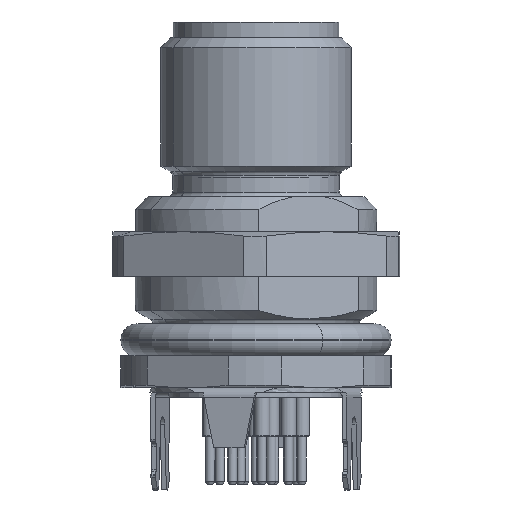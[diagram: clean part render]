
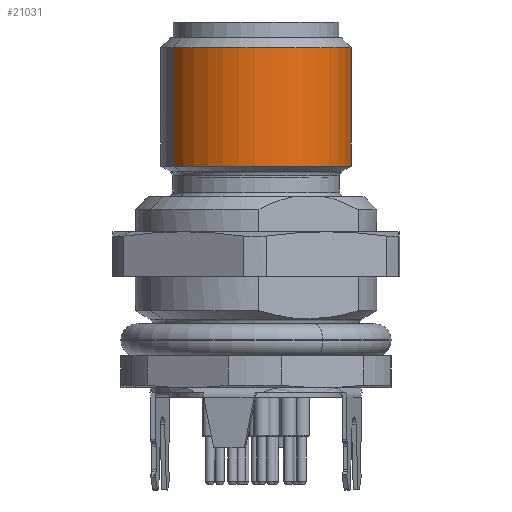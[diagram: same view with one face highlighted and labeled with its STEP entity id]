
A CAD part, left-side view. The second image highlights one B-rep face of the part: STEP entity #21031.
In plain terms, the highlighted cylindrical face has radius 6 mm (diameter 12 mm), a partial arc.
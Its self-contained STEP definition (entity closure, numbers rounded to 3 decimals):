
#20974=AXIS2_PLACEMENT_3D('Circle Axis2P3D',#20972,#20973,$) ;
#21004=AXIS2_PLACEMENT_3D('Cylinder Axis2P3D',#21001,#21002,#21003) ;
#21015=AXIS2_PLACEMENT_3D('Circle Axis2P3D',#21013,#21014,$) ;
#20962=CARTESIAN_POINT('Vertex',(7.039,14.251,20.383)) ;
#20969=CARTESIAN_POINT('Vertex',(12.961,3.814,20.383)) ;
#20972=CARTESIAN_POINT('Axis2P3D Location',(10.,9.032,20.383)) ;
#21001=CARTESIAN_POINT('Axis2P3D Location',(10.,9.032,23.45)) ;
#21006=CARTESIAN_POINT('Line Origine',(12.961,3.814,23.45)) ;
#21010=CARTESIAN_POINT('Vertex',(12.961,3.814,27.836)) ;
#21013=CARTESIAN_POINT('Axis2P3D Location',(10.,9.032,27.836)) ;
#21017=CARTESIAN_POINT('Vertex',(7.039,14.251,27.836)) ;
#21020=CARTESIAN_POINT('Line Origine',(7.039,14.251,23.45)) ;
#20973=DIRECTION('Axis2P3D Direction',(0.,0.,1.)) ;
#21002=DIRECTION('Axis2P3D Direction',(0.,0.,-1.)) ;
#21003=DIRECTION('Axis2P3D XDirection',(0.494,-0.87,0.)) ;
#21007=DIRECTION('Vector Direction',(0.,0.,-1.)) ;
#21014=DIRECTION('Axis2P3D Direction',(0.,0.,-1.)) ;
#21021=DIRECTION('Vector Direction',(0.,0.,-1.)) ;
#21008=VECTOR('Line Direction',#21007,1.) ;
#21022=VECTOR('Line Direction',#21021,1.) ;
#21026=ORIENTED_EDGE('',*,*,#21012,.T.) ;
#21027=ORIENTED_EDGE('',*,*,#21019,.T.) ;
#21028=ORIENTED_EDGE('',*,*,#21024,.T.) ;
#21029=ORIENTED_EDGE('',*,*,#20976,.T.) ;
#21031=ADVANCED_FACE('Hauptkoerper',(#21030),#21005,.T.) ;
#20975=CIRCLE('generated circle',#20974,6.) ;
#21016=CIRCLE('generated circle',#21015,6.) ;
#21005=CYLINDRICAL_SURFACE('generated cylinder',#21004,6.) ;
#20976=EDGE_CURVE('',#20963,#20970,#20975,.T.) ;
#21012=EDGE_CURVE('',#20970,#21011,#21009,.F.) ;
#21019=EDGE_CURVE('',#21011,#21018,#21016,.T.) ;
#21024=EDGE_CURVE('',#21018,#20963,#21023,.T.) ;
#21025=EDGE_LOOP('',(#21026,#21027,#21028,#21029)) ;
#21030=FACE_OUTER_BOUND('',#21025,.T.) ;
#21009=LINE('Line',#21006,#21008) ;
#21023=LINE('Line',#21020,#21022) ;
#20963=VERTEX_POINT('',#20962) ;
#20970=VERTEX_POINT('',#20969) ;
#21011=VERTEX_POINT('',#21010) ;
#21018=VERTEX_POINT('',#21017) ;
